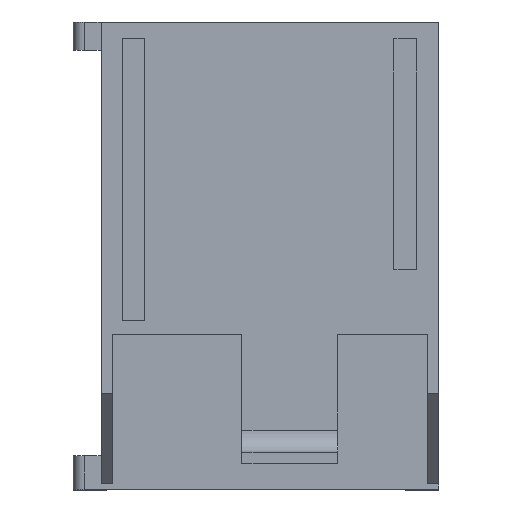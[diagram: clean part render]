
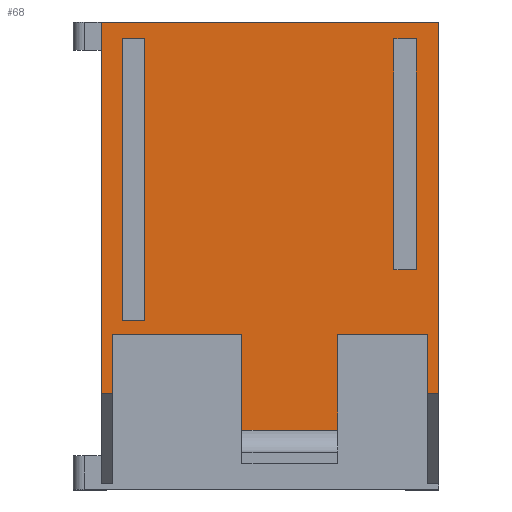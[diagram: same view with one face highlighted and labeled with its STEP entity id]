
A CAD part, top view. The second image highlights one B-rep face of the part: STEP entity #68.
In plain terms, the highlighted planar face has unit normal (0, 0, 1).
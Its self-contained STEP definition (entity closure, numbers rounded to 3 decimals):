
#68=ADVANCED_FACE('',(#217,#219,#221),#223,.T.);
#217=FACE_BOUND('',#218,.T.);
#218=EDGE_LOOP('',(#621,#622,#623,#624,#625,#626,#627,#628,#629,#630,#631,#632,#633,
#634));
#219=FACE_BOUND('',#220,.T.);
#220=EDGE_LOOP('',(#635,#636,#637,#638));
#221=FACE_BOUND('',#222,.T.);
#222=EDGE_LOOP('',(#639,#640,#641,#642));
#223=PLANE('',#224);
#224=AXIS2_PLACEMENT_3D('',#225,#226,#227);
#225=CARTESIAN_POINT('',(0.,0.,18.));
#226=DIRECTION('',(0.,0.,1.));
#227=DIRECTION('',(-1.,0.,0.));
#621=ORIENTED_EDGE('',*,*,#933,.T.);
#622=ORIENTED_EDGE('',*,*,#925,.T.);
#623=ORIENTED_EDGE('',*,*,#934,.T.);
#624=ORIENTED_EDGE('',*,*,#921,.T.);
#625=ORIENTED_EDGE('',*,*,#935,.F.);
#626=ORIENTED_EDGE('',*,*,#936,.T.);
#627=ORIENTED_EDGE('',*,*,#937,.T.);
#628=ORIENTED_EDGE('',*,*,#938,.T.);
#629=ORIENTED_EDGE('',*,*,#939,.F.);
#630=ORIENTED_EDGE('',*,*,#940,.T.);
#631=ORIENTED_EDGE('',*,*,#941,.T.);
#632=ORIENTED_EDGE('',*,*,#942,.T.);
#633=ORIENTED_EDGE('',*,*,#943,.F.);
#634=ORIENTED_EDGE('',*,*,#927,.T.);
#635=ORIENTED_EDGE('',*,*,#944,.T.);
#636=ORIENTED_EDGE('',*,*,#945,.T.);
#637=ORIENTED_EDGE('',*,*,#946,.T.);
#638=ORIENTED_EDGE('',*,*,#947,.T.);
#639=ORIENTED_EDGE('',*,*,#948,.T.);
#640=ORIENTED_EDGE('',*,*,#949,.T.);
#641=ORIENTED_EDGE('',*,*,#950,.T.);
#642=ORIENTED_EDGE('',*,*,#951,.T.);
#921=EDGE_CURVE('',#1122,#1120,#1123,.T.);
#925=EDGE_CURVE('',#1125,#1127,#1129,.T.);
#927=EDGE_CURVE('',#1132,#1130,#1133,.T.);
#933=EDGE_CURVE('',#1130,#1125,#1143,.F.);
#934=EDGE_CURVE('',#1127,#1122,#1144,.T.);
#935=EDGE_CURVE('',#1145,#1120,#1146,.T.);
#936=EDGE_CURVE('',#1145,#1147,#1148,.T.);
#937=EDGE_CURVE('',#1147,#1149,#1150,.T.);
#938=EDGE_CURVE('',#1149,#1151,#1152,.T.);
#939=EDGE_CURVE('',#1153,#1151,#1154,.T.);
#940=EDGE_CURVE('',#1153,#1155,#1156,.T.);
#941=EDGE_CURVE('',#1155,#1157,#1158,.T.);
#942=EDGE_CURVE('',#1157,#1159,#1160,.T.);
#943=EDGE_CURVE('',#1132,#1159,#1161,.T.);
#944=EDGE_CURVE('',#1162,#1163,#1164,.F.);
#945=EDGE_CURVE('',#1163,#1165,#1166,.F.);
#946=EDGE_CURVE('',#1165,#1167,#1168,.F.);
#947=EDGE_CURVE('',#1167,#1162,#1169,.F.);
#948=EDGE_CURVE('',#1170,#1171,#1172,.F.);
#949=EDGE_CURVE('',#1171,#1173,#1174,.F.);
#950=EDGE_CURVE('',#1173,#1175,#1176,.F.);
#951=EDGE_CURVE('',#1175,#1170,#1177,.F.);
#1120=VERTEX_POINT('',#1492);
#1122=VERTEX_POINT('',#1496);
#1123=LINE('',#1497,#1498);
#1125=VERTEX_POINT('',#1503);
#1127=VERTEX_POINT('',#1507);
#1129=LINE('',#1511,#1512);
#1130=VERTEX_POINT('',#1514);
#1132=VERTEX_POINT('',#1518);
#1133=LINE('',#1519,#1520);
#1143=LINE('',#1541,#1542);
#1144=LINE('',#1544,#1545);
#1145=VERTEX_POINT('',#1547);
#1146=LINE('',#1548,#1549);
#1147=VERTEX_POINT('',#1551);
#1148=LINE('',#1552,#1553);
#1149=VERTEX_POINT('',#1555);
#1150=LINE('',#1556,#1557);
#1151=VERTEX_POINT('',#1559);
#1152=LINE('',#1560,#1561);
#1153=VERTEX_POINT('',#1563);
#1154=LINE('',#1564,#1565);
#1155=VERTEX_POINT('',#1567);
#1156=LINE('',#1568,#1569);
#1157=VERTEX_POINT('',#1571);
#1158=LINE('',#1572,#1573);
#1159=VERTEX_POINT('',#1575);
#1160=LINE('',#1576,#1577);
#1161=LINE('',#1579,#1580);
#1162=VERTEX_POINT('',#1582);
#1163=VERTEX_POINT('',#1583);
#1164=LINE('',#1584,#1585);
#1165=VERTEX_POINT('',#1587);
#1166=LINE('',#1588,#1589);
#1167=VERTEX_POINT('',#1591);
#1168=LINE('',#1592,#1593);
#1169=LINE('',#1595,#1596);
#1170=VERTEX_POINT('',#1598);
#1171=VERTEX_POINT('',#1599);
#1172=LINE('',#1600,#1601);
#1173=VERTEX_POINT('',#1603);
#1174=LINE('',#1604,#1605);
#1175=VERTEX_POINT('',#1607);
#1176=LINE('',#1608,#1609);
#1177=LINE('',#1611,#1612);
#1492=CARTESIAN_POINT('',(-30.,-25.,18.));
#1496=CARTESIAN_POINT('',(-30.,-14.5,18.));
#1497=CARTESIAN_POINT('',(-30.,-14.5,18.));
#1498=VECTOR('',#1499,1.);
#1499=DIRECTION('',(0.,-1.,0.));
#1503=CARTESIAN_POINT('',(-30.,41.,18.));
#1507=CARTESIAN_POINT('',(-30.,-14.5,18.));
#1511=CARTESIAN_POINT('',(-30.,41.,18.));
#1512=VECTOR('',#1513,1.);
#1513=DIRECTION('',(0.,-1.,0.));
#1514=CARTESIAN_POINT('',(30.,41.,18.));
#1518=CARTESIAN_POINT('',(30.,-25.,18.));
#1519=CARTESIAN_POINT('',(30.,-25.,18.));
#1520=VECTOR('',#1521,1.);
#1521=DIRECTION('',(0.,1.,0.));
#1541=CARTESIAN_POINT('',(-30.,41.,18.));
#1542=VECTOR('',#1543,1.);
#1543=DIRECTION('',(1.,0.,0.));
#1544=CARTESIAN_POINT('',(-30.,-14.5,18.));
#1545=VECTOR('',#1546,1.);
#1546=DIRECTION('',(1.,0.,0.));
#1547=CARTESIAN_POINT('',(-28.,-25.,18.));
#1548=CARTESIAN_POINT('',(-28.,-25.,18.));
#1549=VECTOR('',#1550,1.);
#1550=DIRECTION('',(-1.,0.,0.));
#1551=CARTESIAN_POINT('',(-28.,-14.5,18.));
#1552=CARTESIAN_POINT('',(-28.,-25.,18.));
#1553=VECTOR('',#1554,1.);
#1554=DIRECTION('',(0.,1.,0.));
#1555=CARTESIAN_POINT('',(-5.,-14.5,18.));
#1556=CARTESIAN_POINT('',(-28.,-14.5,18.));
#1557=VECTOR('',#1558,1.);
#1558=DIRECTION('',(1.,0.,0.));
#1559=CARTESIAN_POINT('',(-5.,-31.5,18.));
#1560=CARTESIAN_POINT('',(-5.,-14.5,18.));
#1561=VECTOR('',#1562,1.);
#1562=DIRECTION('',(0.,-1.,0.));
#1563=CARTESIAN_POINT('',(12.,-31.5,18.));
#1564=CARTESIAN_POINT('',(12.,-31.5,18.));
#1565=VECTOR('',#1566,1.);
#1566=DIRECTION('',(-1.,0.,0.));
#1567=CARTESIAN_POINT('',(12.,-14.5,18.));
#1568=CARTESIAN_POINT('',(12.,-31.5,18.));
#1569=VECTOR('',#1570,1.);
#1570=DIRECTION('',(0.,1.,0.));
#1571=CARTESIAN_POINT('',(28.,-14.5,18.));
#1572=CARTESIAN_POINT('',(12.,-14.5,18.));
#1573=VECTOR('',#1574,1.);
#1574=DIRECTION('',(1.,0.,0.));
#1575=CARTESIAN_POINT('',(28.,-25.,18.));
#1576=CARTESIAN_POINT('',(28.,-14.5,18.));
#1577=VECTOR('',#1578,1.);
#1578=DIRECTION('',(0.,-1.,0.));
#1579=CARTESIAN_POINT('',(30.,-25.,18.));
#1580=VECTOR('',#1581,1.);
#1581=DIRECTION('',(-1.,0.,0.));
#1582=CARTESIAN_POINT('',(-22.3,-12.,18.));
#1583=CARTESIAN_POINT('',(-26.3,-12.,18.));
#1584=CARTESIAN_POINT('',(-26.3,-12.,18.));
#1585=VECTOR('',#1586,1.);
#1586=DIRECTION('',(1.,0.,0.));
#1587=CARTESIAN_POINT('',(-26.3,38.,18.));
#1588=CARTESIAN_POINT('',(-26.3,38.,18.));
#1589=VECTOR('',#1590,1.);
#1590=DIRECTION('',(0.,-1.,0.));
#1591=CARTESIAN_POINT('',(-22.3,38.,18.));
#1592=CARTESIAN_POINT('',(-22.3,38.,18.));
#1593=VECTOR('',#1594,1.);
#1594=DIRECTION('',(-1.,0.,0.));
#1595=CARTESIAN_POINT('',(-22.3,-12.,18.));
#1596=VECTOR('',#1597,1.);
#1597=DIRECTION('',(0.,1.,0.));
#1598=CARTESIAN_POINT('',(22.,38.,18.));
#1599=CARTESIAN_POINT('',(26.,38.,18.));
#1600=CARTESIAN_POINT('',(26.,38.,18.));
#1601=VECTOR('',#1602,1.);
#1602=DIRECTION('',(-1.,0.,0.));
#1603=CARTESIAN_POINT('',(26.,-3.,18.));
#1604=CARTESIAN_POINT('',(26.,-3.,18.));
#1605=VECTOR('',#1606,1.);
#1606=DIRECTION('',(0.,1.,0.));
#1607=CARTESIAN_POINT('',(22.,-3.,18.));
#1608=CARTESIAN_POINT('',(22.,-3.,18.));
#1609=VECTOR('',#1610,1.);
#1610=DIRECTION('',(1.,0.,0.));
#1611=CARTESIAN_POINT('',(22.,38.,18.));
#1612=VECTOR('',#1613,1.);
#1613=DIRECTION('',(0.,-1.,0.));
